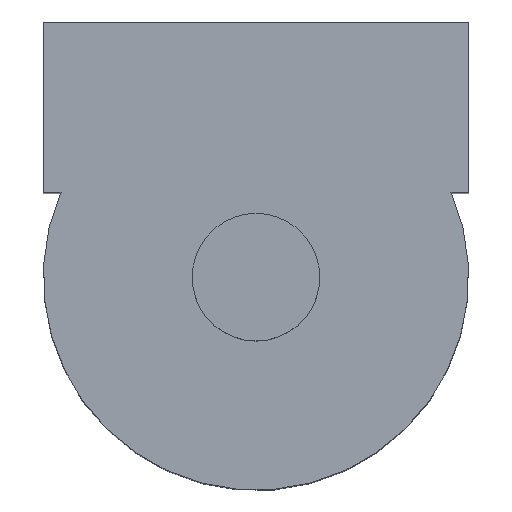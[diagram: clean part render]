
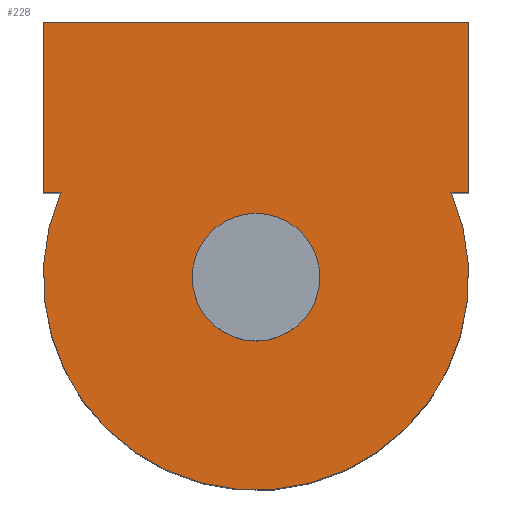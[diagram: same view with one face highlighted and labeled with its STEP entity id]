
A CAD part, top view. The second image highlights one B-rep face of the part: STEP entity #228.
In plain terms, the highlighted planar face has unit normal (0, 0, 1).
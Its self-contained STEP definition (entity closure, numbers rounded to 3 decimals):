
#228=ADVANCED_FACE('',(#263,#264),#247,.T.);
#247=PLANE('',#519);
#263=FACE_BOUND('',#272,.T.);
#264=FACE_BOUND('',#273,.T.);
#272=EDGE_LOOP('',(#360,#361,#362,#363,#364,#365));
#273=EDGE_LOOP('',(#366));
#296=LINE('',#639,#328);
#297=LINE('',#641,#329);
#298=LINE('',#643,#330);
#299=LINE('',#645,#331);
#300=LINE('',#647,#332);
#328=VECTOR('',#549,1.);
#329=VECTOR('',#550,1.);
#330=VECTOR('',#551,1.);
#331=VECTOR('',#552,1.);
#332=VECTOR('',#553,1.);
#360=ORIENTED_EDGE('',*,*,#468,.F.);
#361=ORIENTED_EDGE('',*,*,#469,.F.);
#362=ORIENTED_EDGE('',*,*,#470,.F.);
#363=ORIENTED_EDGE('',*,*,#471,.F.);
#364=ORIENTED_EDGE('',*,*,#472,.F.);
#365=ORIENTED_EDGE('',*,*,#473,.F.);
#366=ORIENTED_EDGE('',*,*,#474,.T.);
#440=VERTEX_POINT('',#637);
#441=VERTEX_POINT('',#638);
#442=VERTEX_POINT('',#640);
#443=VERTEX_POINT('',#642);
#444=VERTEX_POINT('',#644);
#445=VERTEX_POINT('',#646);
#446=VERTEX_POINT('',#649);
#468=EDGE_CURVE('',#440,#441,#508,.T.);
#469=EDGE_CURVE('',#442,#440,#296,.T.);
#470=EDGE_CURVE('',#443,#442,#297,.T.);
#471=EDGE_CURVE('',#444,#443,#298,.T.);
#472=EDGE_CURVE('',#445,#444,#299,.T.);
#473=EDGE_CURVE('',#441,#445,#300,.T.);
#474=EDGE_CURVE('',#446,#446,#509,.T.);
#508=CIRCLE('',#517,25.);
#509=CIRCLE('',#518,7.5);
#517=AXIS2_PLACEMENT_3D('',#636,#547,#548);
#518=AXIS2_PLACEMENT_3D('',#648,#554,#555);
#519=AXIS2_PLACEMENT_3D('',#650,#556,#557);
#547=DIRECTION('',(0.,0.,-1.));
#548=DIRECTION('',(-1.,0.,0.));
#549=DIRECTION('',(-1.,0.,0.));
#550=DIRECTION('',(0.,-1.,0.));
#551=DIRECTION('',(1.,0.,0.));
#552=DIRECTION('',(0.,1.,0.));
#553=DIRECTION('',(-1.,0.,0.));
#554=DIRECTION('',(0.,0.,-1.));
#555=DIRECTION('',(-1.,0.,0.));
#556=DIRECTION('',(0.,0.,1.));
#557=DIRECTION('',(1.,0.,0.));
#636=CARTESIAN_POINT('',(0.,0.,100.));
#637=CARTESIAN_POINT('',(22.913,10.,100.));
#638=CARTESIAN_POINT('',(-22.913,10.,100.));
#639=CARTESIAN_POINT('',(0.,10.,100.));
#640=CARTESIAN_POINT('',(25.,10.,100.));
#641=CARTESIAN_POINT('',(25.,20.,100.));
#642=CARTESIAN_POINT('',(25.,30.,100.));
#643=CARTESIAN_POINT('',(0.,30.,100.));
#644=CARTESIAN_POINT('',(-25.,30.,100.));
#645=CARTESIAN_POINT('',(-25.,20.,100.));
#646=CARTESIAN_POINT('',(-25.,10.,100.));
#647=CARTESIAN_POINT('',(0.,10.,100.));
#648=CARTESIAN_POINT('',(0.,0.,100.));
#649=CARTESIAN_POINT('',(-7.5,0.,100.));
#650=CARTESIAN_POINT('',(0.,0.,100.));
